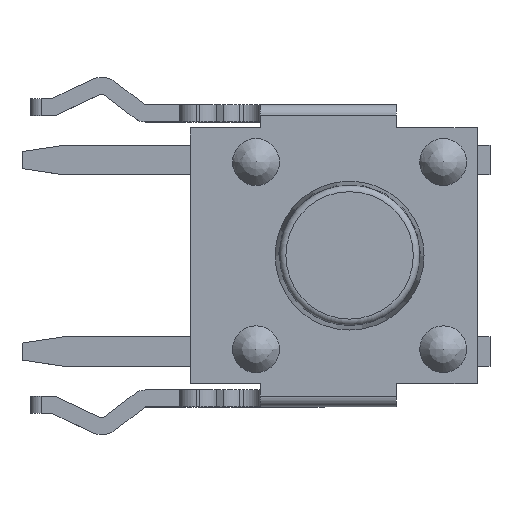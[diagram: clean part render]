
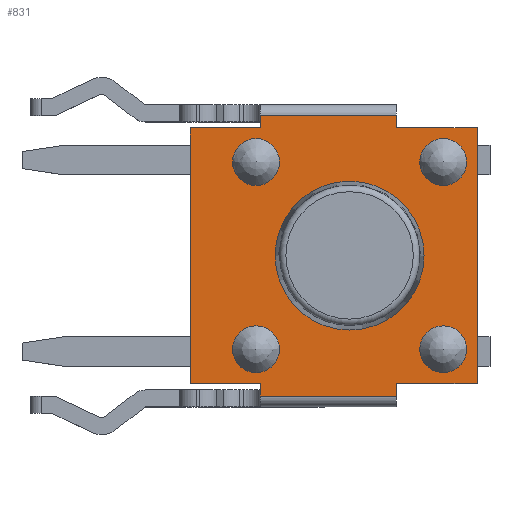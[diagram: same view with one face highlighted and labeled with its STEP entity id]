
A CAD part, top view. The second image highlights one B-rep face of the part: STEP entity #831.
In plain terms, the highlighted planar face has unit normal (0, 0, 1).
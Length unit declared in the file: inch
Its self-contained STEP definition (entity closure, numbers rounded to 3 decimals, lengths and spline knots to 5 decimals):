
#673=CARTESIAN_POINT('',(-0.16093,-0.14291,0.12953));
#674=DIRECTION('',(0.0,0.0,1.0));
#675=DIRECTION('',(1.0,0.0,0.0));
#676=AXIS2_PLACEMENT_3D('',#673,#674,#675);
#677=PLANE('',#676);
#678=CARTESIAN_POINT('',(0.04331,-0.12992,0.12953));
#679=VERTEX_POINT('',#678);
#680=CARTESIAN_POINT('',(-0.08268,-0.12992,0.12953));
#681=VERTEX_POINT('',#680);
#682=CARTESIAN_POINT('',(0.04331,-0.12992,0.12953));
#683=DIRECTION('',(-1.0,0.0,0.0));
#684=VECTOR('',#683,0.12598);
#685=LINE('',#682,#684);
#686=EDGE_CURVE('',#679,#681,#685,.T.);
#687=ORIENTED_EDGE('',*,*,#686,.F.);
#688=CARTESIAN_POINT('',(0.04331,-0.11811,0.12953));
#689=VERTEX_POINT('',#688);
#690=CARTESIAN_POINT('',(0.04331,-0.11811,0.12953));
#691=DIRECTION('',(0.0,-1.0,0.0));
#692=VECTOR('',#691,0.01181);
#693=LINE('',#690,#692);
#694=EDGE_CURVE('',#689,#679,#693,.T.);
#695=ORIENTED_EDGE('',*,*,#694,.F.);
#696=CARTESIAN_POINT('',(0.11811,-0.11811,0.12953));
#697=VERTEX_POINT('',#696);
#698=CARTESIAN_POINT('',(0.11811,-0.11811,0.12953));
#699=DIRECTION('',(-1.0,0.0,0.0));
#700=VECTOR('',#699,0.0748);
#701=LINE('',#698,#700);
#702=EDGE_CURVE('',#697,#689,#701,.T.);
#703=ORIENTED_EDGE('',*,*,#702,.F.);
#704=CARTESIAN_POINT('',(0.11811,0.11811,0.12953));
#705=VERTEX_POINT('',#704);
#706=CARTESIAN_POINT('',(0.11811,0.11811,0.12953));
#707=DIRECTION('',(0.0,-1.0,0.0));
#708=VECTOR('',#707,0.23622);
#709=LINE('',#706,#708);
#710=EDGE_CURVE('',#705,#697,#709,.T.);
#711=ORIENTED_EDGE('',*,*,#710,.F.);
#712=CARTESIAN_POINT('',(0.04331,0.11811,0.12953));
#713=VERTEX_POINT('',#712);
#714=CARTESIAN_POINT('',(0.04331,0.11811,0.12953));
#715=DIRECTION('',(1.0,0.0,0.0));
#716=VECTOR('',#715,0.0748);
#717=LINE('',#714,#716);
#718=EDGE_CURVE('',#713,#705,#717,.T.);
#719=ORIENTED_EDGE('',*,*,#718,.F.);
#720=CARTESIAN_POINT('',(0.04331,0.12992,0.12953));
#721=VERTEX_POINT('',#720);
#722=CARTESIAN_POINT('',(0.04331,0.12992,0.12953));
#723=DIRECTION('',(0.0,-1.0,0.0));
#724=VECTOR('',#723,0.01181);
#725=LINE('',#722,#724);
#726=EDGE_CURVE('',#721,#713,#725,.T.);
#727=ORIENTED_EDGE('',*,*,#726,.F.);
#728=CARTESIAN_POINT('',(-0.08268,0.12992,0.12953));
#729=VERTEX_POINT('',#728);
#730=CARTESIAN_POINT('',(-0.08268,0.12992,0.12953));
#731=DIRECTION('',(1.0,0.0,0.0));
#732=VECTOR('',#731,0.12598);
#733=LINE('',#730,#732);
#734=EDGE_CURVE('',#729,#721,#733,.T.);
#735=ORIENTED_EDGE('',*,*,#734,.F.);
#736=CARTESIAN_POINT('',(-0.08268,0.11811,0.12953));
#737=VERTEX_POINT('',#736);
#738=CARTESIAN_POINT('',(-0.08268,0.12992,0.12953));
#739=DIRECTION('',(0.0,-1.0,0.0));
#740=VECTOR('',#739,0.01181);
#741=LINE('',#738,#740);
#742=EDGE_CURVE('',#729,#737,#741,.T.);
#743=ORIENTED_EDGE('',*,*,#742,.T.);
#744=CARTESIAN_POINT('',(-0.14764,0.11811,0.12953));
#745=VERTEX_POINT('',#744);
#746=CARTESIAN_POINT('',(-0.14764,0.11811,0.12953));
#747=DIRECTION('',(1.0,0.0,0.0));
#748=VECTOR('',#747,0.06496);
#749=LINE('',#746,#748);
#750=EDGE_CURVE('',#745,#737,#749,.T.);
#751=ORIENTED_EDGE('',*,*,#750,.F.);
#752=CARTESIAN_POINT('',(-0.14764,-0.11811,0.12953));
#753=VERTEX_POINT('',#752);
#754=CARTESIAN_POINT('',(-0.14764,-0.11811,0.12953));
#755=DIRECTION('',(0.0,1.0,0.0));
#756=VECTOR('',#755,0.23622);
#757=LINE('',#754,#756);
#758=EDGE_CURVE('',#753,#745,#757,.T.);
#759=ORIENTED_EDGE('',*,*,#758,.F.);
#760=CARTESIAN_POINT('',(-0.08268,-0.11811,0.12953));
#761=VERTEX_POINT('',#760);
#762=CARTESIAN_POINT('',(-0.08268,-0.11811,0.12953));
#763=DIRECTION('',(-1.0,0.0,0.0));
#764=VECTOR('',#763,0.06496);
#765=LINE('',#762,#764);
#766=EDGE_CURVE('',#761,#753,#765,.T.);
#767=ORIENTED_EDGE('',*,*,#766,.F.);
#768=CARTESIAN_POINT('',(-0.08268,-0.12992,0.12953));
#769=DIRECTION('',(0.0,1.0,0.0));
#770=VECTOR('',#769,0.01181);
#771=LINE('',#768,#770);
#772=EDGE_CURVE('',#681,#761,#771,.T.);
#773=ORIENTED_EDGE('',*,*,#772,.F.);
#774=EDGE_LOOP('',(#687,#695,#703,#711,#719,#727,#735,#743,#751,#759,#767,#773));
#775=FACE_OUTER_BOUND('',#774,.T.);
#776=CARTESIAN_POINT('',(-0.06496,-0.08661,0.12953));
#777=VERTEX_POINT('',#776);
#778=CARTESIAN_POINT('',(-0.08661,-0.08661,0.12953));
#779=DIRECTION('',(0.0,0.0,1.0));
#780=DIRECTION('',(1.0,0.0,0.0));
#781=AXIS2_PLACEMENT_3D('',#778,#779,#780);
#782=CIRCLE('',#781,0.02165);
#783=EDGE_CURVE('',#777,#777,#782,.T.);
#784=ORIENTED_EDGE('',*,*,#783,.F.);
#785=EDGE_LOOP('',(#784));
#786=FACE_BOUND('',#785,.T.);
#787=CARTESIAN_POINT('',(0.10827,-0.08661,0.12953));
#788=VERTEX_POINT('',#787);
#789=CARTESIAN_POINT('',(0.08661,-0.08661,0.12953));
#790=DIRECTION('',(0.0,0.0,1.0));
#791=DIRECTION('',(1.0,0.0,0.0));
#792=AXIS2_PLACEMENT_3D('',#789,#790,#791);
#793=CIRCLE('',#792,0.02165);
#794=EDGE_CURVE('',#788,#788,#793,.T.);
#795=ORIENTED_EDGE('',*,*,#794,.F.);
#796=EDGE_LOOP('',(#795));
#797=FACE_BOUND('',#796,.T.);
#798=CARTESIAN_POINT('',(-0.10827,0.08661,0.12953));
#799=VERTEX_POINT('',#798);
#800=CARTESIAN_POINT('',(-0.08661,0.08661,0.12953));
#801=DIRECTION('',(0.0,0.0,-1.0));
#802=DIRECTION('',(-1.0,0.0,0.0));
#803=AXIS2_PLACEMENT_3D('',#800,#801,#802);
#804=CIRCLE('',#803,0.02165);
#805=EDGE_CURVE('',#799,#799,#804,.T.);
#806=ORIENTED_EDGE('',*,*,#805,.T.);
#807=EDGE_LOOP('',(#806));
#808=FACE_BOUND('',#807,.T.);
#809=CARTESIAN_POINT('',(0.06496,0.08661,0.12953));
#810=VERTEX_POINT('',#809);
#811=CARTESIAN_POINT('',(0.08661,0.08661,0.12953));
#812=DIRECTION('',(0.0,0.0,-1.0));
#813=DIRECTION('',(-1.0,0.0,0.0));
#814=AXIS2_PLACEMENT_3D('',#811,#812,#813);
#815=CIRCLE('',#814,0.02165);
#816=EDGE_CURVE('',#810,#810,#815,.T.);
#817=ORIENTED_EDGE('',*,*,#816,.T.);
#818=EDGE_LOOP('',(#817));
#819=FACE_BOUND('',#818,.T.);
#820=CARTESIAN_POINT('',(0.0689,0.,0.12953));
#821=VERTEX_POINT('',#820);
#822=CARTESIAN_POINT('',(0.,0.0,0.12953));
#823=DIRECTION('',(0.0,0.0,-1.0));
#824=DIRECTION('',(-1.0,0.0,0.0));
#825=AXIS2_PLACEMENT_3D('',#822,#823,#824);
#826=CIRCLE('',#825,0.0689);
#827=EDGE_CURVE('',#821,#821,#826,.T.);
#828=ORIENTED_EDGE('',*,*,#827,.T.);
#829=EDGE_LOOP('',(#828));
#830=FACE_BOUND('',#829,.T.);
#831=ADVANCED_FACE('',(#775,#786,#797,#808,#819,#830),#677,.T.);
